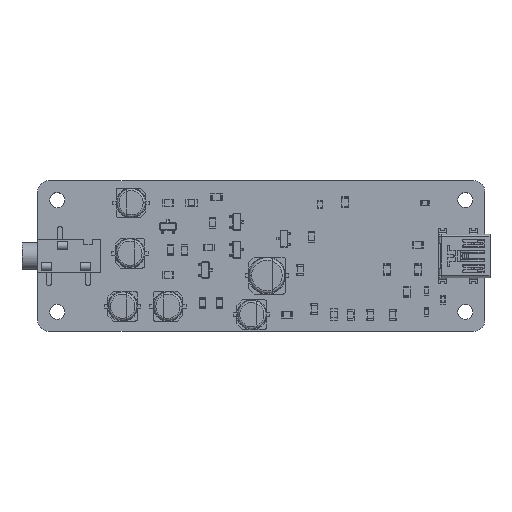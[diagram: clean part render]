
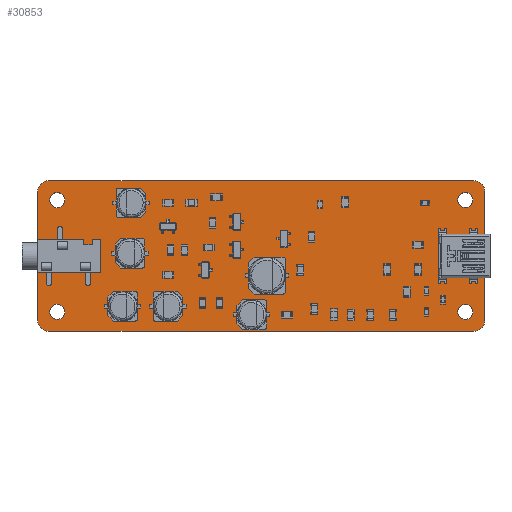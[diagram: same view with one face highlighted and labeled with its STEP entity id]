
A CAD part, top view. The second image highlights one B-rep face of the part: STEP entity #30853.
In plain terms, the highlighted planar face has unit normal (0, 0, 1).
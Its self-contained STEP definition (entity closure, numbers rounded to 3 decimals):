
#30616 = VERTEX_POINT('',#30617);
#30617 = CARTESIAN_POINT('',(170.,-75.5,1.51));
#30623 = EDGE_CURVE('',#30616,#30624,#30626,.T.);
#30624 = VERTEX_POINT('',#30625);
#30625 = CARTESIAN_POINT('',(172.,-77.5,1.51));
#30626 = CIRCLE('',#30627,2.);
#30627 = AXIS2_PLACEMENT_3D('',#30628,#30629,#30630);
#30628 = CARTESIAN_POINT('',(170.,-77.5,1.51));
#30629 = DIRECTION('',(0.,0.,-1.));
#30630 = DIRECTION('',(0.,1.,0.));
#30658 = VERTEX_POINT('',#30659);
#30659 = CARTESIAN_POINT('',(94.,-75.5,1.51));
#30665 = EDGE_CURVE('',#30658,#30616,#30666,.T.);
#30666 = LINE('',#30667,#30668);
#30667 = CARTESIAN_POINT('',(94.,-75.5,1.51));
#30668 = VECTOR('',#30669,1.);
#30669 = DIRECTION('',(1.,0.,0.));
#30687 = EDGE_CURVE('',#30624,#30688,#30690,.T.);
#30688 = VERTEX_POINT('',#30689);
#30689 = CARTESIAN_POINT('',(172.,-100.5,1.51));
#30690 = LINE('',#30691,#30692);
#30691 = CARTESIAN_POINT('',(172.,-77.5,1.51));
#30692 = VECTOR('',#30693,1.);
#30693 = DIRECTION('',(0.,-1.,0.));
#30853 = ADVANCED_FACE('',(#30854,#30900,#30911,#30922,#30933,#30944,
    #30955,#30966,#30977),#30988,.T.);
#30854 = FACE_BOUND('',#30855,.T.);
#30855 = EDGE_LOOP('',(#30856,#30857,#30858,#30867,#30875,#30884,#30892,
    #30899));
#30856 = ORIENTED_EDGE('',*,*,#30623,.F.);
#30857 = ORIENTED_EDGE('',*,*,#30665,.F.);
#30858 = ORIENTED_EDGE('',*,*,#30859,.F.);
#30859 = EDGE_CURVE('',#30860,#30658,#30862,.T.);
#30860 = VERTEX_POINT('',#30861);
#30861 = CARTESIAN_POINT('',(92.,-77.5,1.51));
#30862 = CIRCLE('',#30863,2.);
#30863 = AXIS2_PLACEMENT_3D('',#30864,#30865,#30866);
#30864 = CARTESIAN_POINT('',(94.,-77.5,1.51));
#30865 = DIRECTION('',(0.,0.,-1.));
#30866 = DIRECTION('',(-1.,0.,-0.));
#30867 = ORIENTED_EDGE('',*,*,#30868,.F.);
#30868 = EDGE_CURVE('',#30869,#30860,#30871,.T.);
#30869 = VERTEX_POINT('',#30870);
#30870 = CARTESIAN_POINT('',(92.,-100.5,1.51));
#30871 = LINE('',#30872,#30873);
#30872 = CARTESIAN_POINT('',(92.,-100.5,1.51));
#30873 = VECTOR('',#30874,1.);
#30874 = DIRECTION('',(0.,1.,0.));
#30875 = ORIENTED_EDGE('',*,*,#30876,.F.);
#30876 = EDGE_CURVE('',#30877,#30869,#30879,.T.);
#30877 = VERTEX_POINT('',#30878);
#30878 = CARTESIAN_POINT('',(94.,-102.5,1.51));
#30879 = CIRCLE('',#30880,2.);
#30880 = AXIS2_PLACEMENT_3D('',#30881,#30882,#30883);
#30881 = CARTESIAN_POINT('',(94.,-100.5,1.51));
#30882 = DIRECTION('',(0.,0.,-1.));
#30883 = DIRECTION('',(0.,-1.,0.));
#30884 = ORIENTED_EDGE('',*,*,#30885,.F.);
#30885 = EDGE_CURVE('',#30886,#30877,#30888,.T.);
#30886 = VERTEX_POINT('',#30887);
#30887 = CARTESIAN_POINT('',(170.,-102.5,1.51));
#30888 = LINE('',#30889,#30890);
#30889 = CARTESIAN_POINT('',(170.,-102.5,1.51));
#30890 = VECTOR('',#30891,1.);
#30891 = DIRECTION('',(-1.,0.,0.));
#30892 = ORIENTED_EDGE('',*,*,#30893,.F.);
#30893 = EDGE_CURVE('',#30688,#30886,#30894,.T.);
#30894 = CIRCLE('',#30895,2.);
#30895 = AXIS2_PLACEMENT_3D('',#30896,#30897,#30898);
#30896 = CARTESIAN_POINT('',(170.,-100.5,1.51));
#30897 = DIRECTION('',(0.,0.,-1.));
#30898 = DIRECTION('',(1.,0.,0.));
#30899 = ORIENTED_EDGE('',*,*,#30687,.F.);
#30900 = FACE_BOUND('',#30901,.T.);
#30901 = EDGE_LOOP('',(#30902));
#30902 = ORIENTED_EDGE('',*,*,#30903,.T.);
#30903 = EDGE_CURVE('',#30904,#30904,#30906,.T.);
#30904 = VERTEX_POINT('',#30905);
#30905 = CARTESIAN_POINT('',(95.5,-100.35,1.51));
#30906 = CIRCLE('',#30907,1.35);
#30907 = AXIS2_PLACEMENT_3D('',#30908,#30909,#30910);
#30908 = CARTESIAN_POINT('',(95.5,-99.,1.51));
#30909 = DIRECTION('',(-0.,0.,-1.));
#30910 = DIRECTION('',(-0.,-1.,0.));
#30911 = FACE_BOUND('',#30912,.T.);
#30912 = EDGE_LOOP('',(#30913));
#30913 = ORIENTED_EDGE('',*,*,#30914,.T.);
#30914 = EDGE_CURVE('',#30915,#30915,#30917,.T.);
#30915 = VERTEX_POINT('',#30916);
#30916 = CARTESIAN_POINT('',(94.,-89.6,1.51));
#30917 = CIRCLE('',#30918,0.6);
#30918 = AXIS2_PLACEMENT_3D('',#30919,#30920,#30921);
#30919 = CARTESIAN_POINT('',(94.,-89.,1.51));
#30920 = DIRECTION('',(-0.,0.,-1.));
#30921 = DIRECTION('',(-0.,-1.,0.));
#30922 = FACE_BOUND('',#30923,.T.);
#30923 = EDGE_LOOP('',(#30924));
#30924 = ORIENTED_EDGE('',*,*,#30925,.T.);
#30925 = EDGE_CURVE('',#30926,#30926,#30928,.T.);
#30926 = VERTEX_POINT('',#30927);
#30927 = CARTESIAN_POINT('',(100.,-89.6,1.51));
#30928 = CIRCLE('',#30929,0.6);
#30929 = AXIS2_PLACEMENT_3D('',#30930,#30931,#30932);
#30930 = CARTESIAN_POINT('',(100.,-89.,1.51));
#30931 = DIRECTION('',(-0.,0.,-1.));
#30932 = DIRECTION('',(-0.,-1.,0.));
#30933 = FACE_BOUND('',#30934,.T.);
#30934 = EDGE_LOOP('',(#30935));
#30935 = ORIENTED_EDGE('',*,*,#30936,.T.);
#30936 = EDGE_CURVE('',#30937,#30937,#30939,.T.);
#30937 = VERTEX_POINT('',#30938);
#30938 = CARTESIAN_POINT('',(168.5,-100.35,1.51));
#30939 = CIRCLE('',#30940,1.35);
#30940 = AXIS2_PLACEMENT_3D('',#30941,#30942,#30943);
#30941 = CARTESIAN_POINT('',(168.5,-99.,1.51));
#30942 = DIRECTION('',(-0.,0.,-1.));
#30943 = DIRECTION('',(-0.,-1.,0.));
#30944 = FACE_BOUND('',#30945,.T.);
#30945 = EDGE_LOOP('',(#30946));
#30946 = ORIENTED_EDGE('',*,*,#30947,.T.);
#30947 = EDGE_CURVE('',#30948,#30948,#30950,.T.);
#30948 = VERTEX_POINT('',#30949);
#30949 = CARTESIAN_POINT('',(167.1,-91.65,1.51));
#30950 = CIRCLE('',#30951,0.45);
#30951 = AXIS2_PLACEMENT_3D('',#30952,#30953,#30954);
#30952 = CARTESIAN_POINT('',(167.1,-91.2,1.51));
#30953 = DIRECTION('',(-0.,0.,-1.));
#30954 = DIRECTION('',(0.,-1.,0.));
#30955 = FACE_BOUND('',#30956,.T.);
#30956 = EDGE_LOOP('',(#30957));
#30957 = ORIENTED_EDGE('',*,*,#30958,.T.);
#30958 = EDGE_CURVE('',#30959,#30959,#30961,.T.);
#30959 = VERTEX_POINT('',#30960);
#30960 = CARTESIAN_POINT('',(95.5,-80.35,1.51));
#30961 = CIRCLE('',#30962,1.35);
#30962 = AXIS2_PLACEMENT_3D('',#30963,#30964,#30965);
#30963 = CARTESIAN_POINT('',(95.5,-79.,1.51));
#30964 = DIRECTION('',(-0.,0.,-1.));
#30965 = DIRECTION('',(-0.,-1.,0.));
#30966 = FACE_BOUND('',#30967,.T.);
#30967 = EDGE_LOOP('',(#30968));
#30968 = ORIENTED_EDGE('',*,*,#30969,.T.);
#30969 = EDGE_CURVE('',#30970,#30970,#30972,.T.);
#30970 = VERTEX_POINT('',#30971);
#30971 = CARTESIAN_POINT('',(167.1,-87.25,1.51));
#30972 = CIRCLE('',#30973,0.45);
#30973 = AXIS2_PLACEMENT_3D('',#30974,#30975,#30976);
#30974 = CARTESIAN_POINT('',(167.1,-86.8,1.51));
#30975 = DIRECTION('',(-0.,0.,-1.));
#30976 = DIRECTION('',(0.,-1.,0.));
#30977 = FACE_BOUND('',#30978,.T.);
#30978 = EDGE_LOOP('',(#30979));
#30979 = ORIENTED_EDGE('',*,*,#30980,.T.);
#30980 = EDGE_CURVE('',#30981,#30981,#30983,.T.);
#30981 = VERTEX_POINT('',#30982);
#30982 = CARTESIAN_POINT('',(168.5,-80.35,1.51));
#30983 = CIRCLE('',#30984,1.35);
#30984 = AXIS2_PLACEMENT_3D('',#30985,#30986,#30987);
#30985 = CARTESIAN_POINT('',(168.5,-79.,1.51));
#30986 = DIRECTION('',(-0.,0.,-1.));
#30987 = DIRECTION('',(-0.,-1.,0.));
#30988 = PLANE('',#30989);
#30989 = AXIS2_PLACEMENT_3D('',#30990,#30991,#30992);
#30990 = CARTESIAN_POINT('',(0.,0.,1.51));
#30991 = DIRECTION('',(0.,0.,1.));
#30992 = DIRECTION('',(1.,0.,-0.));
